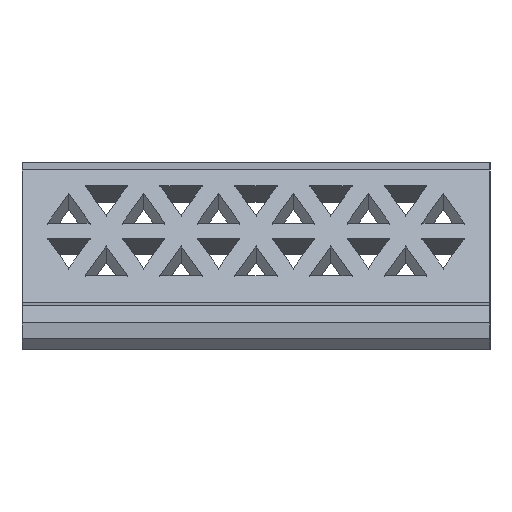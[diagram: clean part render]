
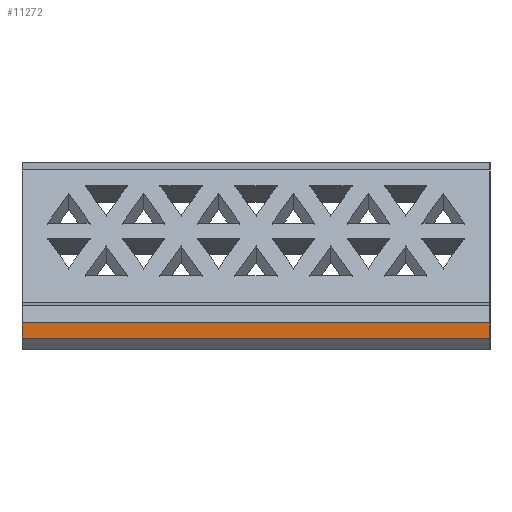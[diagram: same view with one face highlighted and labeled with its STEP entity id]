
A CAD part, left-side view. The second image highlights one B-rep face of the part: STEP entity #11272.
In plain terms, the highlighted planar face has unit normal (-1, 0, 0).
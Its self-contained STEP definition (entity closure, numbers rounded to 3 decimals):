
#830=FACE_OUTER_BOUND('',#1654,.T.);
#1654=EDGE_LOOP('',(#10229,#10230,#10231,#10232));
#2035=LINE('',#15087,#3553);
#3159=LINE('',#17335,#4677);
#3171=LINE('',#17355,#4689);
#3172=LINE('',#17357,#4690);
#3553=VECTOR('',#12183,10.);
#4677=VECTOR('',#14287,10.);
#4689=VECTOR('',#14303,10.);
#4690=VECTOR('',#14306,10.);
#5069=VERTEX_POINT('',#15084);
#5070=VERTEX_POINT('',#15086);
#5703=VERTEX_POINT('',#17332);
#5704=VERTEX_POINT('',#17334);
#6083=EDGE_CURVE('',#5069,#5070,#2035,.F.);
#7207=EDGE_CURVE('',#5704,#5703,#3159,.F.);
#7219=EDGE_CURVE('',#5704,#5069,#3171,.F.);
#7220=EDGE_CURVE('',#5703,#5070,#3172,.F.);
#10229=ORIENTED_EDGE('',*,*,#7207,.T.);
#10230=ORIENTED_EDGE('',*,*,#7220,.T.);
#10231=ORIENTED_EDGE('',*,*,#6083,.F.);
#10232=ORIENTED_EDGE('',*,*,#7219,.F.);
#10764=PLANE('',#11794);
#11272=ADVANCED_FACE('',(#830),#10764,.T.);
#11794=AXIS2_PLACEMENT_3D('',#17366,#14318,#14319);
#12183=DIRECTION('',(0.,0.,-1.));
#14287=DIRECTION('',(0.,0.,-1.));
#14303=DIRECTION('',(0.,-1.,0.));
#14306=DIRECTION('',(0.,-1.,0.));
#14318=DIRECTION('center_axis',(-1.,0.,0.));
#14319=DIRECTION('ref_axis',(0.,0.,1.));
#15084=CARTESIAN_POINT('',(-53.8,50.,-0.85));
#15086=CARTESIAN_POINT('',(-53.8,50.,0.85));
#15087=CARTESIAN_POINT('',(-53.8,50.,-0.463));
#17332=CARTESIAN_POINT('',(-53.8,0.,0.85));
#17334=CARTESIAN_POINT('',(-53.8,0.,-0.85));
#17335=CARTESIAN_POINT('',(-53.8,0.,-0.463));
#17355=CARTESIAN_POINT('',(-53.8,0.,-0.85));
#17357=CARTESIAN_POINT('',(-53.8,0.,0.85));
#17366=CARTESIAN_POINT('Origin',(-53.8,0.,-0.925));
